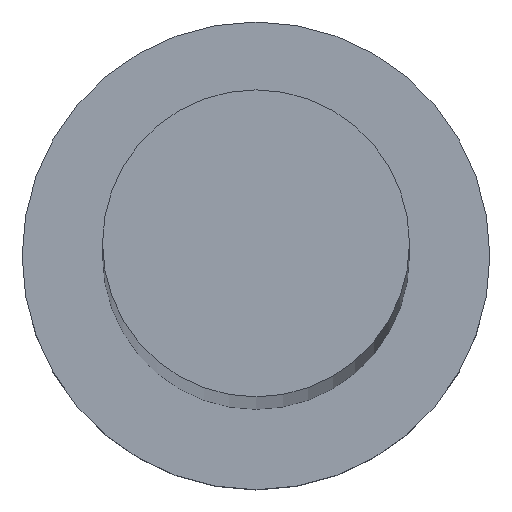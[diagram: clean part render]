
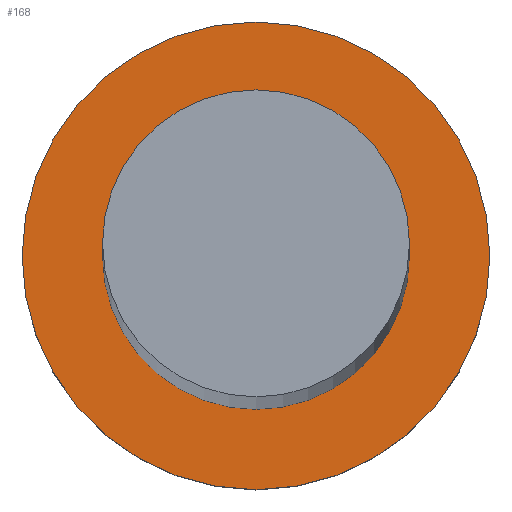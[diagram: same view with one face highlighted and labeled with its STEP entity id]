
A CAD part, top view. The second image highlights one B-rep face of the part: STEP entity #168.
In plain terms, the highlighted planar face has unit normal (0, 0, 1).
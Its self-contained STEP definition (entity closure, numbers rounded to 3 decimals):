
#4 = ORIENTED_EDGE ( 'NONE', *, *, #190, .F. ) ;
#8 = CIRCLE ( 'NONE', #232, 5.25 ) ;
#9 = DIRECTION ( 'NONE',  ( 0., 0., 1. ) ) ;
#14 = AXIS2_PLACEMENT_3D ( 'NONE', #178, #9, #85 ) ;
#19 = CARTESIAN_POINT ( 'NONE',  ( -5.25, 0., 5. ) ) ;
#26 = FACE_OUTER_BOUND ( 'NONE', #117, .T. ) ;
#31 = DIRECTION ( 'NONE',  ( 1., 0., 0. ) ) ;
#40 = AXIS2_PLACEMENT_3D ( 'NONE', #45, #125, #31 ) ;
#45 = CARTESIAN_POINT ( 'NONE',  ( 0., 0., 5. ) ) ;
#48 = EDGE_CURVE ( 'NONE', #78, #155, #248, .T. ) ;
#52 = EDGE_CURVE ( 'NONE', #215, #172, #8, .T. ) ;
#60 = EDGE_CURVE ( 'NONE', #155, #78, #148, .T. ) ;
#69 = DIRECTION ( 'NONE',  ( 0., 0., 1. ) ) ;
#78 = VERTEX_POINT ( 'NONE', #218 ) ;
#83 = CARTESIAN_POINT ( 'NONE',  ( 0., 0., 5. ) ) ;
#85 = DIRECTION ( 'NONE',  ( 1., 0., 0. ) ) ;
#92 = CARTESIAN_POINT ( 'NONE',  ( 5.25, 0., 5. ) ) ;
#93 = DIRECTION ( 'NONE',  ( 1., 0., 0. ) ) ;
#101 = ORIENTED_EDGE ( 'NONE', *, *, #52, .F. ) ;
#102 = AXIS2_PLACEMENT_3D ( 'NONE', #126, #69, #93 ) ;
#103 = PLANE ( 'NONE',  #14 ) ;
#104 = DIRECTION ( 'NONE',  ( 0., 0., 1. ) ) ;
#117 = EDGE_LOOP ( 'NONE', ( #196, #154 ) ) ;
#125 = DIRECTION ( 'NONE',  ( 0., 0., 1. ) ) ;
#126 = CARTESIAN_POINT ( 'NONE',  ( 0., 0., 5. ) ) ;
#138 = DIRECTION ( 'NONE',  ( 0., 0., 1. ) ) ;
#148 = CIRCLE ( 'NONE', #40, 8. ) ;
#154 = ORIENTED_EDGE ( 'NONE', *, *, #60, .T. ) ;
#155 = VERTEX_POINT ( 'NONE', #183 ) ;
#161 = CARTESIAN_POINT ( 'NONE',  ( 0., 0., 5. ) ) ;
#163 = DIRECTION ( 'NONE',  ( 1., 0., 0. ) ) ;
#168 = ADVANCED_FACE ( 'NONE', ( #198, #26 ), #103, .T. ) ;
#172 = VERTEX_POINT ( 'NONE', #19 ) ;
#176 = CIRCLE ( 'NONE', #102, 5.25 ) ;
#178 = CARTESIAN_POINT ( 'NONE',  ( 0., 0., 5. ) ) ;
#183 = CARTESIAN_POINT ( 'NONE',  ( 8., 0., 5. ) ) ;
#190 = EDGE_CURVE ( 'NONE', #172, #215, #176, .T. ) ;
#196 = ORIENTED_EDGE ( 'NONE', *, *, #48, .T. ) ;
#198 = FACE_BOUND ( 'NONE', #237, .T. ) ;
#215 = VERTEX_POINT ( 'NONE', #92 ) ;
#218 = CARTESIAN_POINT ( 'NONE',  ( -8., 0., 5. ) ) ;
#220 = DIRECTION ( 'NONE',  ( 1., 0., 0. ) ) ;
#227 = AXIS2_PLACEMENT_3D ( 'NONE', #161, #138, #220 ) ;
#232 = AXIS2_PLACEMENT_3D ( 'NONE', #83, #104, #163 ) ;
#237 = EDGE_LOOP ( 'NONE', ( #4, #101 ) ) ;
#248 = CIRCLE ( 'NONE', #227, 8. ) ;
